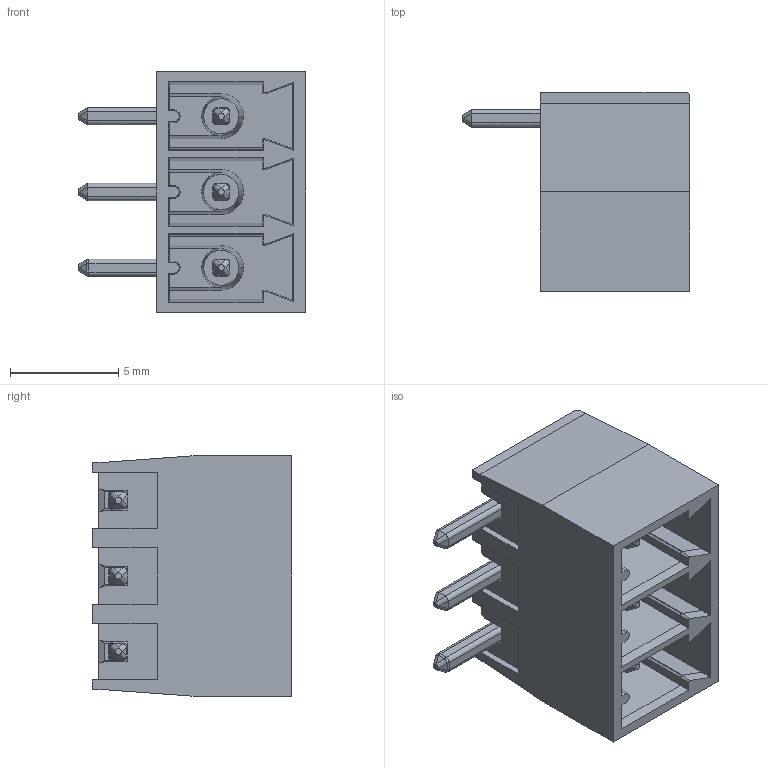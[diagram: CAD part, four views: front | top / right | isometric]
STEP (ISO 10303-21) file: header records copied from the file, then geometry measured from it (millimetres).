
FILE_DESCRIPTION (( 'STEP AP214' ), '1' );
FILE_NAME ('110-M-111-03.STEP', '2007-10-25T16:23:31', ( 'weco' ), ( 'weco' ), 'SwSTEP 2.0', 'SolidWorks 2007', '' );
FILE_SCHEMA (( 'AUTOMOTIVE_DESIGN' ));
Length unit declared in the file: millimetre
Products named in the file (1): 110-M-111-03
Bounding box: 10.5 x 9.2 x 11.1 mm (x, y, z)
Volume: 302.7 mm3; surface area: 1093.6 mm2
Topology: 1 solids, 1 shells, 579 faces, 1623 edges, 1034 vertices
Faces by surface type: plane 395, cylinder 145, bspline 22, cone 17
Entity records: 19268 total; most frequent: CARTESIAN_POINT 5420, ORIENTED_EDGE 3222, DIRECTION 2363, EDGE_CURVE 1611, VERTEX_POINT 1034, LINE 1013, VECTOR 1013, AXIS2_PLACEMENT_3D 675
